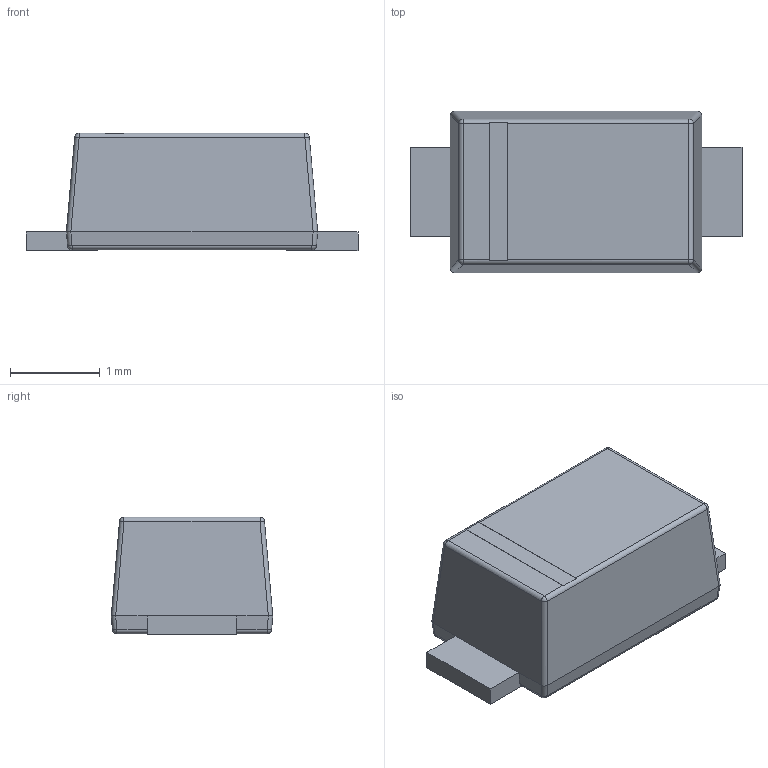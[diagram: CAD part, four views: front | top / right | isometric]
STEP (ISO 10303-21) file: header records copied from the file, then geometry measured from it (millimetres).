
FILE_DESCRIPTION (( 'STEP AP214' ), '1' );
FILE_NAME ('SOD-123FL_L2.8-W1.8-LS3.7-RD-1.STEP', '2021-09-06T03:31:14', ( 'PC' ), ( 'Microsoft' ), 'SwSTEP 2.0', 'SolidWorks 2018', '' );
FILE_SCHEMA (( 'AUTOMOTIVE_DESIGN' ));
Length unit declared in the file: millimetre
Products named in the file (2): SOD-123FL_L2.8-W1.8-LS3.7-RD-1
Bounding box: 3.7 x 1.8 x 1.31 mm (x, y, z)
Volume: 6.3 mm3; surface area: 22.5 mm2
Topology: 1 solids, 1 shells, 113 faces, 276 edges, 172 vertices
Faces by surface type: plane 73, cylinder 18, bspline 14, sphere 8
Entity records: 5226 total; most frequent: CARTESIAN_POINT 1373, ORIENTED_EDGE 552, DIRECTION 478, EDGE_CURVE 276, LINE 212, VECTOR 212, VERTEX_POINT 172, AXIS2_PLACEMENT_3D 133
